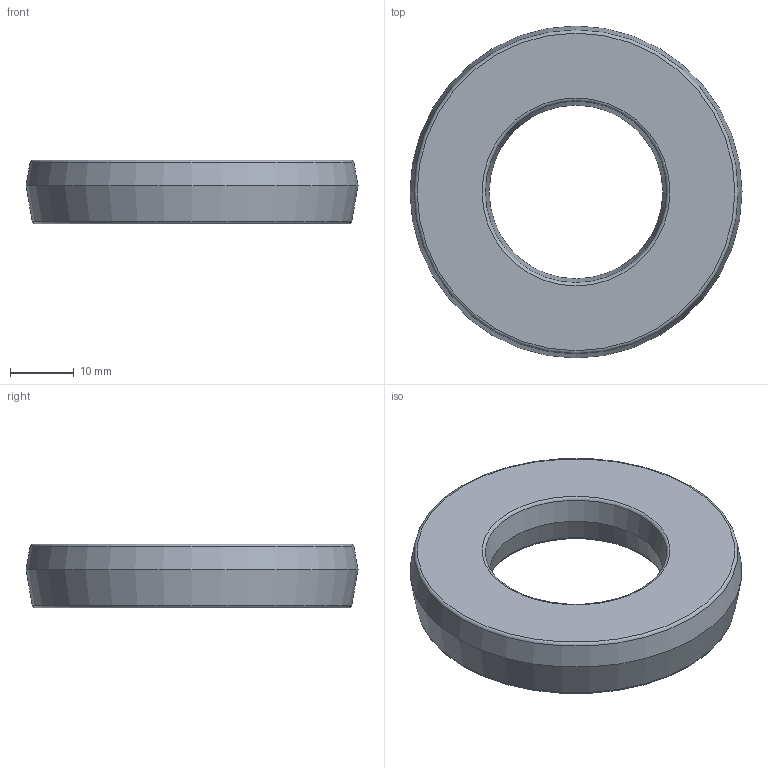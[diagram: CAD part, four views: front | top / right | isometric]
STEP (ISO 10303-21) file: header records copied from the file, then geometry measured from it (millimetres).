
FILE_DESCRIPTION(/* description */ ('KriTec Dämpfungsring D45'),/* implementation_level */ '2;1');
FILE_NAME(/* name */ '81145_KriTec_Daempfungsring_D45.stp',/* time_stamp */ '2019-11-21T16:14:11+01:00',/* author */ ('Steiner'),/* organization */ (''),/* preprocessor_version */ 'ST-DEVELOPER v17',/* originating_system */ 'Autodesk Inventor 2018',/* authorisation */ '');
FILE_SCHEMA (('AUTOMOTIVE_DESIGN { 1 0 10303 214 3 1 1 }'));
Length unit declared in the file: millimetre
Products named in the file (1): 81145_KriTec_Daempfungsring_D45
Bounding box: 52 x 52 x 10 mm (x, y, z)
Volume: 10031.2 mm3; surface area: 6080.8 mm2
Topology: 1 solids, 1 shells, 20 faces, 56 edges, 40 vertices
Faces by surface type: torus 8, cone 7, plane 4, cylinder 1
Full cylindrical faces by diameter (mm): 33.5 x1
Entity records: 742 total; most frequent: DIRECTION 146, CARTESIAN_POINT 117, ORIENTED_EDGE 112, AXIS2_PLACEMENT_3D 69, EDGE_CURVE 56, CIRCLE 48, VERTEX_POINT 40, EDGE_LOOP 24
